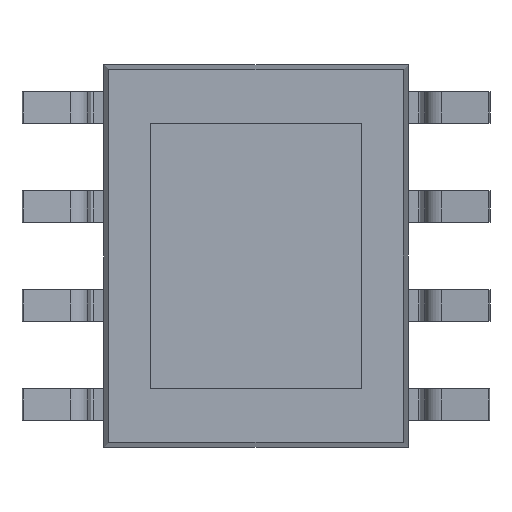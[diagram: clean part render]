
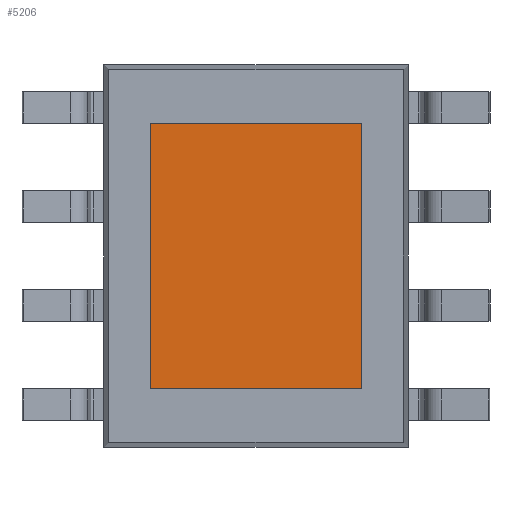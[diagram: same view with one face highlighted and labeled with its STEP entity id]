
A CAD part, front view. The second image highlights one B-rep face of the part: STEP entity #5206.
In plain terms, the highlighted planar face has unit normal (0, -1, 0).
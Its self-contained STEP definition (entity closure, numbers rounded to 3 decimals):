
#22 = VERTEX_POINT ( 'NONE', #2181 ) ;
#532 = ORIENTED_EDGE ( 'NONE', *, *, #1632, .T. ) ;
#646 = VECTOR ( 'NONE', #5091, 1000. ) ;
#653 = CARTESIAN_POINT ( 'NONE',  ( -1.355, 0.15, -1.701 ) ) ;
#892 = DIRECTION ( 'NONE',  ( 0., 0., -1. ) ) ;
#894 = VERTEX_POINT ( 'NONE', #653 ) ;
#1097 = CARTESIAN_POINT ( 'NONE',  ( 1.355, 0.15, -1.701 ) ) ;
#1220 = CARTESIAN_POINT ( 'NONE',  ( -1.355, 0.15, 1.701 ) ) ;
#1269 = EDGE_CURVE ( 'NONE', #894, #1467, #3938, .T. ) ;
#1279 = VECTOR ( 'NONE', #892, 1000. ) ;
#1467 = VERTEX_POINT ( 'NONE', #1541 ) ;
#1541 = CARTESIAN_POINT ( 'NONE',  ( 1.355, 0.15, -1.701 ) ) ;
#1632 = EDGE_CURVE ( 'NONE', #4026, #894, #5688, .T. ) ;
#1695 = ORIENTED_EDGE ( 'NONE', *, *, #4304, .T. ) ;
#1850 = ORIENTED_EDGE ( 'NONE', *, *, #1269, .T. ) ;
#2181 = CARTESIAN_POINT ( 'NONE',  ( 1.355, 0.15, 1.701 ) ) ;
#2722 = EDGE_LOOP ( 'NONE', ( #1850, #1695, #5343, #532 ) ) ;
#2827 = PLANE ( 'NONE',  #3897 ) ;
#3062 = DIRECTION ( 'NONE',  ( 1., 0., 0. ) ) ;
#3315 = CARTESIAN_POINT ( 'NONE',  ( -1.355, 0.15, -1.701 ) ) ;
#3384 = DIRECTION ( 'NONE',  ( 0., 0., 1. ) ) ;
#3789 = CARTESIAN_POINT ( 'NONE',  ( 0., 0.15, 0. ) ) ;
#3897 = AXIS2_PLACEMENT_3D ( 'NONE', #3789, #5642, #4722 ) ;
#3938 = LINE ( 'NONE', #4906, #5069 ) ;
#4026 = VERTEX_POINT ( 'NONE', #4566 ) ;
#4304 = EDGE_CURVE ( 'NONE', #1467, #22, #4396, .T. ) ;
#4396 = LINE ( 'NONE', #1097, #4969 ) ;
#4566 = CARTESIAN_POINT ( 'NONE',  ( -1.355, 0.15, 1.701 ) ) ;
#4582 = LINE ( 'NONE', #1220, #646 ) ;
#4722 = DIRECTION ( 'NONE',  ( 0., 0., -1. ) ) ;
#4906 = CARTESIAN_POINT ( 'NONE',  ( -1.355, 0.15, -1.701 ) ) ;
#4969 = VECTOR ( 'NONE', #3384, 1000. ) ;
#5069 = VECTOR ( 'NONE', #3062, 1000. ) ;
#5091 = DIRECTION ( 'NONE',  ( -1., 0., 0. ) ) ;
#5206 = ADVANCED_FACE ( 'NONE', ( #6162 ), #2827, .T. ) ;
#5343 = ORIENTED_EDGE ( 'NONE', *, *, #5663, .T. ) ;
#5642 = DIRECTION ( 'NONE',  ( 0., -1., 0. ) ) ;
#5663 = EDGE_CURVE ( 'NONE', #22, #4026, #4582, .T. ) ;
#5688 = LINE ( 'NONE', #3315, #1279 ) ;
#6162 = FACE_OUTER_BOUND ( 'NONE', #2722, .T. ) ;
